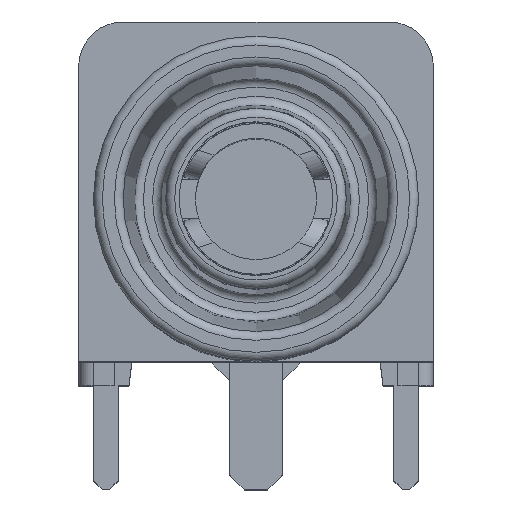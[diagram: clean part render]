
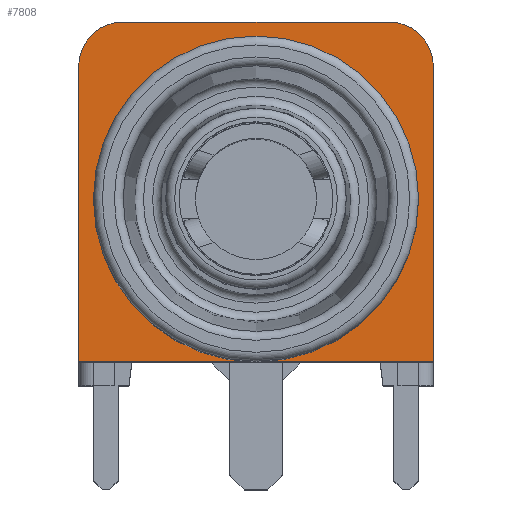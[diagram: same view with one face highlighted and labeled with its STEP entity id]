
A CAD part, top view. The second image highlights one B-rep face of the part: STEP entity #7808.
In plain terms, the highlighted planar face has unit normal (0, 0, 1).
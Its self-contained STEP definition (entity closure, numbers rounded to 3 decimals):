
#503=CIRCLE('',#8306,5.5);
#504=CIRCLE('',#8307,5.5);
#508=CIRCLE('',#8326,1.5);
#509=CIRCLE('',#8328,1.5);
#1256=FACE_OUTER_BOUND('',#1656,.T.);
#1656=EDGE_LOOP('',(#7180,#7181,#7182,#7183,#7184,#7185,#7186,#7187,#7188));
#2382=LINE('',#13949,#3143);
#2385=LINE('',#13955,#3146);
#2388=LINE('',#13960,#3149);
#2389=LINE('',#13961,#3150);
#2391=LINE('',#13965,#3152);
#3143=VECTOR('',#10035,10.);
#3146=VECTOR('',#10040,10.);
#3149=VECTOR('',#10045,10.);
#3150=VECTOR('',#10046,10.);
#3152=VECTOR('',#10050,10.);
#3880=VERTEX_POINT('',#13938);
#3881=VERTEX_POINT('',#13940);
#3882=VERTEX_POINT('',#13946);
#3883=VERTEX_POINT('',#13948);
#3884=VERTEX_POINT('',#13952);
#3885=VERTEX_POINT('',#13954);
#3886=VERTEX_POINT('',#13958);
#3887=VERTEX_POINT('',#13963);
#4948=EDGE_CURVE('',#3881,#3880,#503,.T.);
#4949=EDGE_CURVE('',#3880,#3881,#504,.T.);
#4952=EDGE_CURVE('',#3883,#3882,#2382,.T.);
#4955=EDGE_CURVE('',#3885,#3884,#2385,.T.);
#4958=EDGE_CURVE('',#3881,#3886,#2388,.T.);
#4959=EDGE_CURVE('',#3884,#3881,#2389,.T.);
#4961=EDGE_CURVE('',#3886,#3887,#2391,.T.);
#4974=EDGE_CURVE('',#3885,#3882,#508,.T.);
#4975=EDGE_CURVE('',#3883,#3887,#509,.T.);
#7180=ORIENTED_EDGE('',*,*,#4974,.F.);
#7181=ORIENTED_EDGE('',*,*,#4955,.T.);
#7182=ORIENTED_EDGE('',*,*,#4959,.T.);
#7183=ORIENTED_EDGE('',*,*,#4948,.T.);
#7184=ORIENTED_EDGE('',*,*,#4949,.T.);
#7185=ORIENTED_EDGE('',*,*,#4958,.T.);
#7186=ORIENTED_EDGE('',*,*,#4961,.T.);
#7187=ORIENTED_EDGE('',*,*,#4975,.F.);
#7188=ORIENTED_EDGE('',*,*,#4952,.T.);
#7423=PLANE('',#8349);
#7808=ADVANCED_FACE('',(#1256),#7423,.T.);
#8306=AXIS2_PLACEMENT_3D('',#13941,#10024,#10025);
#8307=AXIS2_PLACEMENT_3D('',#13942,#10026,#10027);
#8326=AXIS2_PLACEMENT_3D('',#13994,#10084,#10085);
#8328=AXIS2_PLACEMENT_3D('',#13996,#10088,#10089);
#8349=AXIS2_PLACEMENT_3D('',#14043,#10147,#10148);
#10024=DIRECTION('center_axis',(0.,0.,
-1.));
#10025=DIRECTION('ref_axis',(1.,0.,0.));
#10026=DIRECTION('center_axis',(0.,0.,
-1.));
#10027=DIRECTION('ref_axis',(1.,0.,0.));
#10035=DIRECTION('',(-1.,0.,0.));
#10040=DIRECTION('',(0.,-1.,0.));
#10045=DIRECTION('',(1.,0.,0.));
#10046=DIRECTION('',(1.,0.,0.));
#10050=DIRECTION('',(0.,1.,0.));
#10084=DIRECTION('center_axis',(0.,0.,
-1.));
#10085=DIRECTION('ref_axis',(-0.707,0.707,0.));
#10088=DIRECTION('center_axis',(0.,0.,
-1.));
#10089=DIRECTION('ref_axis',(0.707,0.707,0.));
#10147=DIRECTION('center_axis',(0.,0.,
1.));
#10148=DIRECTION('ref_axis',(1.,0.,0.));
#13938=CARTESIAN_POINT('',(-5.5,-6.,3.859));
#13940=CARTESIAN_POINT('',(0.,-11.5,3.859));
#13941=CARTESIAN_POINT('Origin',(0.,-6.,
3.859));
#13942=CARTESIAN_POINT('Origin',(0.,-6.,
3.859));
#13946=CARTESIAN_POINT('',(-4.5,0.,3.859));
#13948=CARTESIAN_POINT('',(4.5,0.,3.859));
#13949=CARTESIAN_POINT('',(6.,0.,3.859));
#13952=CARTESIAN_POINT('',(-6.,-11.5,3.859));
#13954=CARTESIAN_POINT('',(-6.,-1.5,3.859));
#13955=CARTESIAN_POINT('',(-6.,0.,3.859));
#13958=CARTESIAN_POINT('',(6.,-11.5,3.859));
#13960=CARTESIAN_POINT('',(-6.,-11.5,3.859));
#13961=CARTESIAN_POINT('',(-6.,-11.5,3.859));
#13963=CARTESIAN_POINT('',(6.,-1.5,3.859));
#13965=CARTESIAN_POINT('',(6.,-11.5,3.859));
#13994=CARTESIAN_POINT('Origin',(-4.5,-1.5,3.859));
#13996=CARTESIAN_POINT('Origin',(4.5,-1.5,3.859));
#14043=CARTESIAN_POINT('Origin',(0.,-5.75,
3.859));
